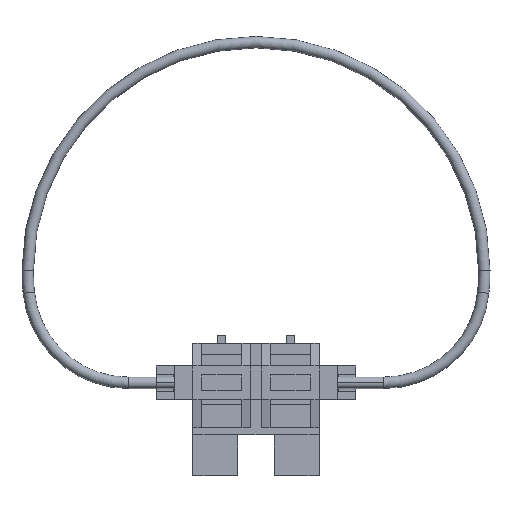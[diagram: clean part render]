
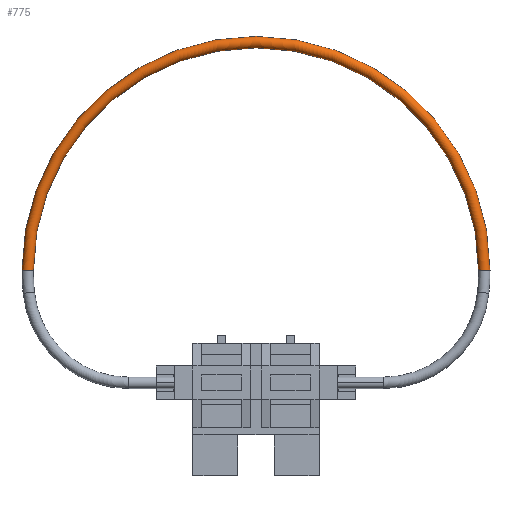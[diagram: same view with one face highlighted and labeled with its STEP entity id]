
A CAD part, top view. The second image highlights one B-rep face of the part: STEP entity #775.
In plain terms, the highlighted toroidal (fillet/blend) face has major radius 40.62 mm and minor radius 1.015 mm.
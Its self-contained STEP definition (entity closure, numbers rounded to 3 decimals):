
#53 = TOROIDAL_SURFACE ( 'NONE', #2414, 40.62, 1.015 ) ;
#111 = DIRECTION ( 'NONE',  ( -1., 0., 0. ) ) ;
#168 = VERTEX_POINT ( 'NONE', #1756 ) ;
#257 = AXIS2_PLACEMENT_3D ( 'NONE', #4057, #1432, #111 ) ;
#575 = CARTESIAN_POINT ( 'NONE',  ( 0., 20., 0. ) ) ;
#680 = ORIENTED_EDGE ( 'NONE', *, *, #2365, .T. ) ;
#725 = DIRECTION ( 'NONE',  ( -1., 0., 0. ) ) ;
#769 = EDGE_CURVE ( 'NONE', #168, #963, #4081, .T. ) ;
#775 = ADVANCED_FACE ( 'NONE', ( #5658 ), #53, .T. ) ;
#963 = VERTEX_POINT ( 'NONE', #1958 ) ;
#1323 = CIRCLE ( 'NONE', #5445, 41.635 ) ;
#1382 = EDGE_CURVE ( 'NONE', #3610, #4722, #1323, .T. ) ;
#1432 = DIRECTION ( 'NONE',  ( 0., 0., -1. ) ) ;
#1534 = DIRECTION ( 'NONE',  ( 0., -1., 0. ) ) ;
#1699 = EDGE_CURVE ( 'NONE', #168, #3610, #3244, .T. ) ;
#1756 = CARTESIAN_POINT ( 'NONE',  ( -39.605, 20., 0. ) ) ;
#1958 = CARTESIAN_POINT ( 'NONE',  ( 39.605, 20., 0. ) ) ;
#2346 = DIRECTION ( 'NONE',  ( 0., 0., -1. ) ) ;
#2365 = EDGE_CURVE ( 'NONE', #963, #4722, #4191, .T. ) ;
#2414 = AXIS2_PLACEMENT_3D ( 'NONE', #4971, #2346, #4047 ) ;
#2486 = ORIENTED_EDGE ( 'NONE', *, *, #1699, .F. ) ;
#2523 = CARTESIAN_POINT ( 'NONE',  ( 40.62, 20., 0. ) ) ;
#2568 = AXIS2_PLACEMENT_3D ( 'NONE', #2523, #2898, #725 ) ;
#2752 = DIRECTION ( 'NONE',  ( 0., 0., -1. ) ) ;
#2898 = DIRECTION ( 'NONE',  ( 0., 1., 0. ) ) ;
#3244 = CIRCLE ( 'NONE', #4801, 1.015 ) ;
#3610 = VERTEX_POINT ( 'NONE', #5474 ) ;
#3844 = EDGE_LOOP ( 'NONE', ( #4042, #2486, #5018, #680 ) ) ;
#4042 = ORIENTED_EDGE ( 'NONE', *, *, #1382, .F. ) ;
#4047 = DIRECTION ( 'NONE',  ( -1., 0., 0. ) ) ;
#4057 = CARTESIAN_POINT ( 'NONE',  ( 0., 20., 0. ) ) ;
#4081 = CIRCLE ( 'NONE', #257, 39.605 ) ;
#4126 = DIRECTION ( 'NONE',  ( -1., 0., 0. ) ) ;
#4191 = CIRCLE ( 'NONE', #2568, 1.015 ) ;
#4557 = CARTESIAN_POINT ( 'NONE',  ( 41.635, 20., 0. ) ) ;
#4600 = DIRECTION ( 'NONE',  ( 0., 0., -1. ) ) ;
#4722 = VERTEX_POINT ( 'NONE', #4557 ) ;
#4801 = AXIS2_PLACEMENT_3D ( 'NONE', #5024, #1534, #4600 ) ;
#4971 = CARTESIAN_POINT ( 'NONE',  ( 0., 20., 0. ) ) ;
#5018 = ORIENTED_EDGE ( 'NONE', *, *, #769, .T. ) ;
#5024 = CARTESIAN_POINT ( 'NONE',  ( -40.62, 20., 0. ) ) ;
#5445 = AXIS2_PLACEMENT_3D ( 'NONE', #575, #2752, #4126 ) ;
#5474 = CARTESIAN_POINT ( 'NONE',  ( -41.635, 20., 0. ) ) ;
#5658 = FACE_OUTER_BOUND ( 'NONE', #3844, .T. ) ;
